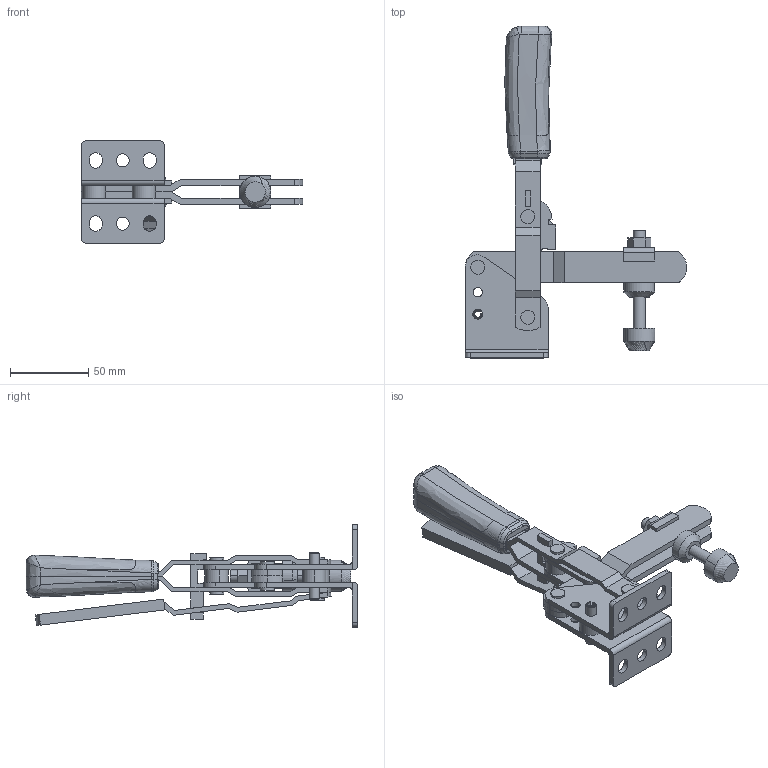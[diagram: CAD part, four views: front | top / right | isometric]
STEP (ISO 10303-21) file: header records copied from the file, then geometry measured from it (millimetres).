
FILE_DESCRIPTION (( 'STEP AP214' ), '1' );
FILE_NAME ('M10S-4.STEP', '2021-12-21T05:30:26', ( '' ), ( '' ), 'SwSTEP 2.0', 'SolidWorks 2015', '' );
FILE_SCHEMA (( 'AUTOMOTIVE_DESIGN' ));
Length unit declared in the file: millimetre
Products named in the file (22): M10S-4-12; M10S-4-2; M10S-4-19; M10S-4-15; M10S-4; M10S-4-17; M10S-4-22; M10S-4-114; M10S-4-23; M10S-4-20; M10S-4-10; M10S-4-8; M10S-4-18; M10S-4-13; M10S-4-210; M10S-4-7; M10S-3-22; M10S-4-3; M10S-4-5; M10S-4-4; M10S-4-1
Assembly tree (24 placements, depth 2):
  M10S-4
    M10S-4-13
    M10S-4-18
    M10S-4-23  x3
    M10S-4-19  x2
    M10S-4-17
    M10S-4-17
    M10S-4-4
    M10S-4-10
    M10S-4-22
    M10S-4-3
    M10S-4-5
    M10S-4-8
    M10S-4-7
    M10S-4-114
    M10S-4-12
    M10S-4-210
    M10S-4-20
    M10S-4-2
    M10S-4-15
    M10S-4-1
    M10S-3-22
Bounding box: 141.74 x 212.54 x 65.5 mm (x, y, z)
Volume: 153033.6 mm3; surface area: 82311.5 mm2
Topology: 24 solids, 24 shells, 433 faces, 1072 edges, 696 vertices
Faces by surface type: plane 218, cylinder 147, bspline 60, cone 8
Entity records: 17078 total; most frequent: CARTESIAN_POINT 5435, ORIENTED_EDGE 2008, DIRECTION 1897, EDGE_CURVE 1004, VERTEX_POINT 652, AXIS2_PLACEMENT_3D 650, LINE 597, VECTOR 597
